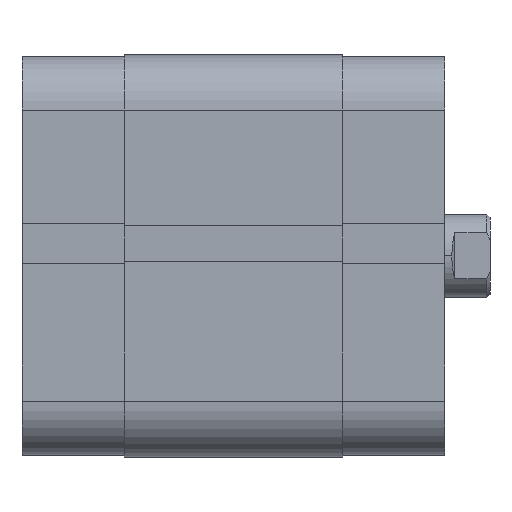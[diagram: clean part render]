
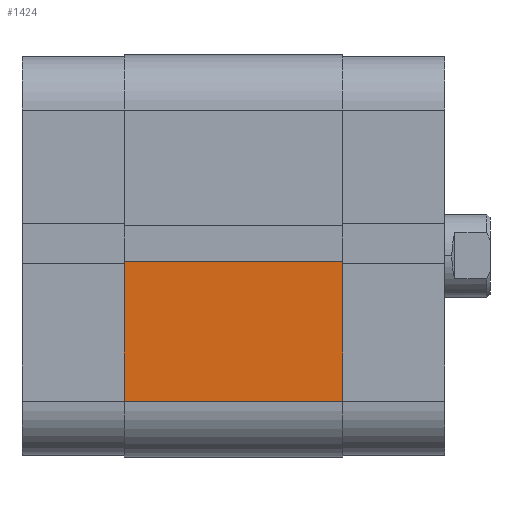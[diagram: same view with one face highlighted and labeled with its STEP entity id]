
A CAD part, top view. The second image highlights one B-rep face of the part: STEP entity #1424.
In plain terms, the highlighted face is planar.
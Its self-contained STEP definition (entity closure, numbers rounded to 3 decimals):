
#382 = CARTESIAN_POINT ( 'NONE',  ( 29., -63.941, 31.5 ) ) ;
#383 = PLANE ( 'NONE',  #2369 ) ;
#385 = DIRECTION ( 'NONE',  ( 1., 0., 0. ) ) ;
#386 = DIRECTION ( 'NONE',  ( 0., 1., 0. ) ) ;
#656 = CARTESIAN_POINT ( 'NONE',  ( 29., 21., 0. ) ) ;
#797 = CARTESIAN_POINT ( 'NONE',  ( 29., 0.85, 31.5 ) ) ;
#1424 = ADVANCED_FACE ( 'NONE', ( #3936 ), #383, .T. ) ;
#1668 = VERTEX_POINT ( 'NONE', #4881 ) ;
#1676 = VERTEX_POINT ( 'NONE', #4889 ) ;
#1797 = EDGE_CURVE ( 'NONE', #2071, #1668, #4259, .T. ) ;
#1798 = EDGE_CURVE ( 'NONE', #1676, #2071, #4261, .T. ) ;
#1801 = EDGE_CURVE ( 'NONE', #2139, #1668, #4267, .T. ) ;
#1805 = EDGE_CURVE ( 'NONE', #1676, #2139, #4271, .T. ) ;
#2071 = VERTEX_POINT ( 'NONE', #656 ) ;
#2139 = VERTEX_POINT ( 'NONE', #797 ) ;
#2369 = AXIS2_PLACEMENT_3D ( 'NONE', #382, #385, #386 ) ;
#3586 = EDGE_LOOP ( 'NONE', ( #5834, #5874, #5797, #5816 ) ) ;
#3936 = FACE_OUTER_BOUND ( 'NONE', #3586, .T. ) ;
#4259 = LINE ( 'NONE', #5161, #4260 ) ;
#4260 = VECTOR ( 'NONE', #5162, 1000. ) ;
#4261 = LINE ( 'NONE', #5163, #4262 ) ;
#4262 = VECTOR ( 'NONE', #5164, 1000. ) ;
#4267 = LINE ( 'NONE', #5170, #4268 ) ;
#4268 = VECTOR ( 'NONE', #5171, 1000. ) ;
#4271 = LINE ( 'NONE', #5169, #4275 ) ;
#4275 = VECTOR ( 'NONE', #5180, 1000. ) ;
#4881 = CARTESIAN_POINT ( 'NONE',  ( 29., 0.85, 0. ) ) ;
#4889 = CARTESIAN_POINT ( 'NONE',  ( 29., 21., 31.5 ) ) ;
#5161 = CARTESIAN_POINT ( 'NONE',  ( 29., -63.941, 0. ) ) ;
#5162 = DIRECTION ( 'NONE',  ( 0., -1., 0. ) ) ;
#5163 = CARTESIAN_POINT ( 'NONE',  ( 29., 21., 31.5 ) ) ;
#5164 = DIRECTION ( 'NONE',  ( 0., 0., -1. ) ) ;
#5169 = CARTESIAN_POINT ( 'NONE',  ( 29., -63.941, 31.5 ) ) ;
#5170 = CARTESIAN_POINT ( 'NONE',  ( 29., 0.85, 31.5 ) ) ;
#5171 = DIRECTION ( 'NONE',  ( 0., 0., -1. ) ) ;
#5180 = DIRECTION ( 'NONE',  ( 0., -1., 0. ) ) ;
#5797 = ORIENTED_EDGE ( 'NONE', *, *, #1805, .T. ) ;
#5816 = ORIENTED_EDGE ( 'NONE', *, *, #1801, .T. ) ;
#5834 = ORIENTED_EDGE ( 'NONE', *, *, #1797, .F. ) ;
#5874 = ORIENTED_EDGE ( 'NONE', *, *, #1798, .F. ) ;
